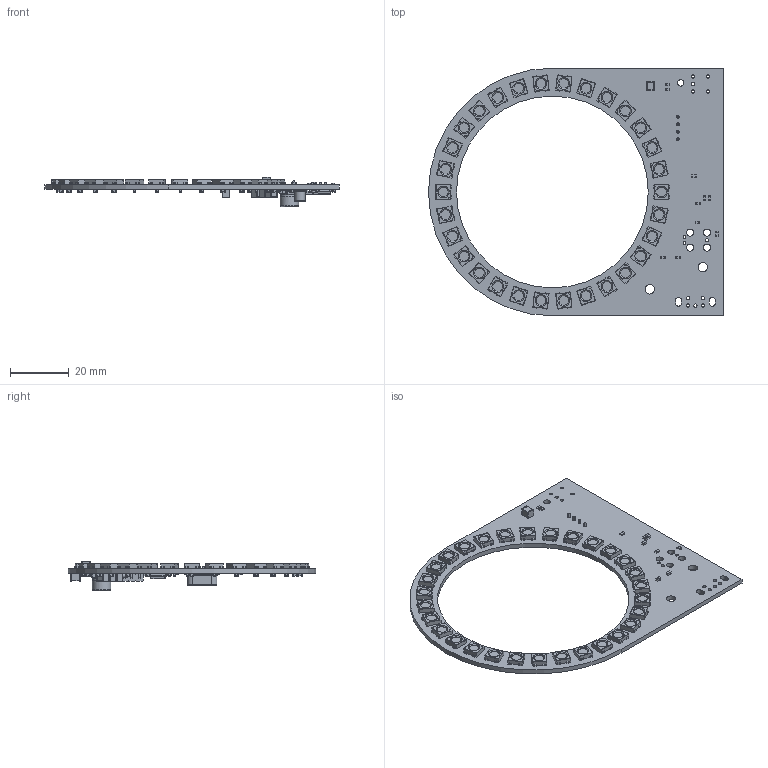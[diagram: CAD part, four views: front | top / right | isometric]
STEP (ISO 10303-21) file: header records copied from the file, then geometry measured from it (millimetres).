
FILE_DESCRIPTION(('KiCad electronic assembly'),'2;1');
FILE_NAME('microscope-ring-light.step','2021-02-15T21:48:05',( 'An Author'),('A Company'),'Open CASCADE STEP processor 7.5', 'KiCad to STEP converter','Unknown');
FILE_SCHEMA(('AUTOMOTIVE_DESIGN { 1 0 10303 214 1 1 1 1 }'));
Length unit declared in the file: millimetre
Products named in the file (28): Open CASCADE STEP translator 7.5 1; R_0603_1608Metric; SOLID; PinHeader_1x04_P2.54mm_Horizontal; SOT-223; TI_SO-PowerPAD-8; Crystal_SMD_HC49-SD; R_MiniMELF_MMA-0204; LED_SK6812_PLCC4_5.0x5.0mm_P3.2mm; C_0603_1608Metric; TSSOP-20_4.4x6.5mm_P0.65mm; SO-8_5.3x6.2mm_P1.27mm; C_1210_3225Metric; C_0805_2012Metric; CP_Elec_6.3x5.8; COMPOUND
Assembly tree (110 placements, depth 3):
  Open CASCADE STEP translator 7.5 1
    R_0603_1608Metric  x10
      SOLID
    PinHeader_1x04_P2.54mm_Horizontal
      SOLID
    SOT-223
      SOLID
    TI_SO-PowerPAD-8
      SOLID
    Crystal_SMD_HC49-SD
      SOLID
    R_MiniMELF_MMA-0204
      SOLID
    LED_SK6812_PLCC4_5.0x5.0mm_P3.2mm  x30
      SOLID
    C_0603_1608Metric  x41
      SOLID
    TSSOP-20_4.4x6.5mm_P0.65mm
      SOLID
    SO-8_5.3x6.2mm_P1.27mm
      SOLID
    C_1210_3225Metric  x5
      SOLID
    C_0805_2012Metric  x2
      SOLID
    CP_Elec_6.3x5.8
      SOLID
    COMPOUND
Bounding box: 100 x 84 x 10 mm (x, y, z)
Volume: 8597.6 mm3; surface area: 13933.3 mm2
Topology: 97 solids, 97 shells, 4616 faces, 12676 edges, 8275 vertices
Faces by surface type: plane 2919, cylinder 1532, bspline 126, cone 30, torus 6, revolution 3
Full cylindrical faces by diameter (mm): 0.2 x1, 0.4 x1, 0.5 x1, 0.991 x3, 1 x4, 1.1 x10, 1.35 x1, 1.4 x2, 2.2 x1, 2.375 x4, 3.2 x2, 3.333 x30, 6.3 x2, 65 x1
Entity records: 84127 total; most frequent: CARTESIAN_POINT 15530, DIRECTION 11187, LINE 7447, VECTOR 7447, ORIENTED_EDGE 5990, PCURVE 5990, DEFINITIONAL_REPRESENTATION 5990, EDGE_CURVE 2995
